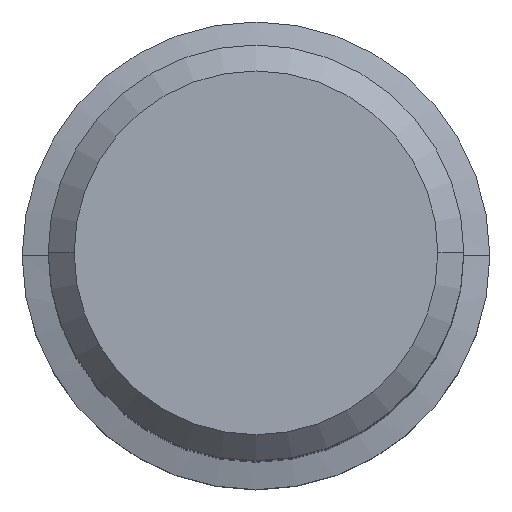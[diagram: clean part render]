
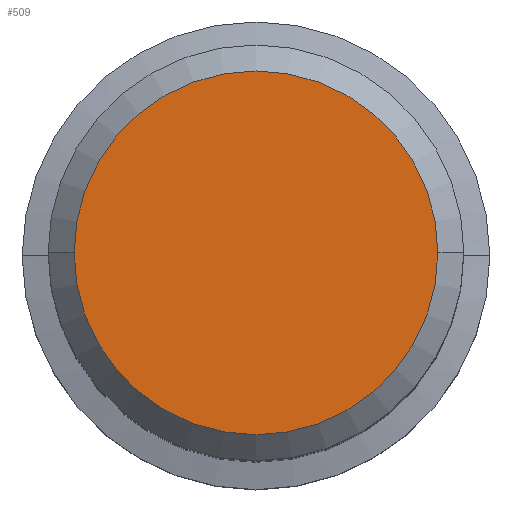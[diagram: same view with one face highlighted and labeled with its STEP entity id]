
A CAD part, top view. The second image highlights one B-rep face of the part: STEP entity #509.
In plain terms, the highlighted planar face has unit normal (0, 0, 1).
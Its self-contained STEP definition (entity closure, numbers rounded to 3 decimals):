
#27 = ORIENTED_EDGE ( 'NONE', *, *, #356, .T. ) ;
#59 = ORIENTED_EDGE ( 'NONE', *, *, #280, .T. ) ;
#105 = AXIS2_PLACEMENT_3D ( 'NONE', #487, #716, #760 ) ;
#146 = DIRECTION ( 'NONE',  ( 1., 0., 0. ) ) ;
#155 = AXIS2_PLACEMENT_3D ( 'NONE', #767, #835, #146 ) ;
#280 = EDGE_CURVE ( 'NONE', #831, #573, #655, .T. ) ;
#356 = EDGE_CURVE ( 'NONE', #573, #831, #399, .T. ) ;
#367 = AXIS2_PLACEMENT_3D ( 'NONE', #457, #505, #383 ) ;
#383 = DIRECTION ( 'NONE',  ( 1., 0., 0. ) ) ;
#399 = CIRCLE ( 'NONE', #105, 3.5 ) ;
#430 = CARTESIAN_POINT ( 'NONE',  ( -3.5, 0., 0. ) ) ;
#457 = CARTESIAN_POINT ( 'NONE',  ( 0., 0., 0. ) ) ;
#487 = CARTESIAN_POINT ( 'NONE',  ( 0., 0., 0. ) ) ;
#505 = DIRECTION ( 'NONE',  ( 0., 0., 1. ) ) ;
#509 = ADVANCED_FACE ( 'NONE', ( #815 ), #684, .T. ) ;
#522 = EDGE_LOOP ( 'NONE', ( #27, #59 ) ) ;
#573 = VERTEX_POINT ( 'NONE', #430 ) ;
#655 = CIRCLE ( 'NONE', #155, 3.5 ) ;
#684 = PLANE ( 'NONE',  #367 ) ;
#716 = DIRECTION ( 'NONE',  ( 0., 0., 1. ) ) ;
#760 = DIRECTION ( 'NONE',  ( 1., 0., 0. ) ) ;
#767 = CARTESIAN_POINT ( 'NONE',  ( 0., 0., 0. ) ) ;
#815 = FACE_OUTER_BOUND ( 'NONE', #522, .T. ) ;
#831 = VERTEX_POINT ( 'NONE', #912 ) ;
#835 = DIRECTION ( 'NONE',  ( 0., 0., 1. ) ) ;
#912 = CARTESIAN_POINT ( 'NONE',  ( 3.5, 0., 0. ) ) ;
